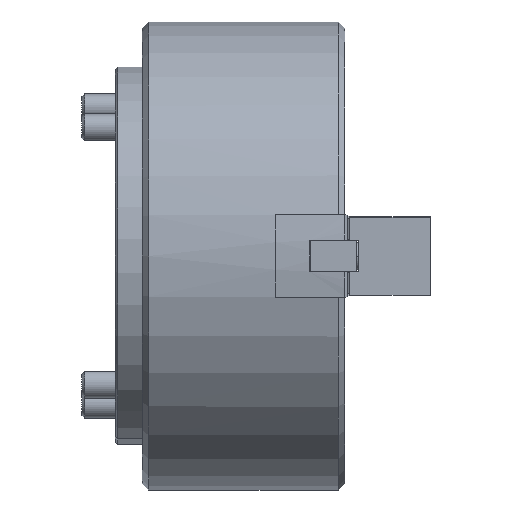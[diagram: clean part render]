
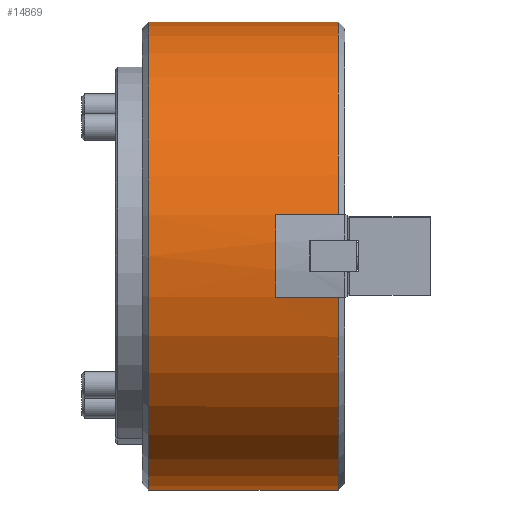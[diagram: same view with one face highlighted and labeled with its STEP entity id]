
A CAD part, front view. The second image highlights one B-rep face of the part: STEP entity #14869.
In plain terms, the highlighted cylindrical face has radius 105 mm (diameter 210 mm), a partial arc.
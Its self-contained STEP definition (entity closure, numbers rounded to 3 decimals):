
#157 = AXIS2_PLACEMENT_3D ( 'NONE', #20626, #3620, #15882 ) ;
#466 = LINE ( 'NONE', #8777, #2615 ) ;
#869 = DIRECTION ( 'NONE',  ( 1., 0., 0. ) ) ;
#1035 = ORIENTED_EDGE ( 'NONE', *, *, #17810, .T. ) ;
#1132 = EDGE_CURVE ( 'NONE', #29538, #39942, #31919, .T. ) ;
#1447 = EDGE_CURVE ( 'NONE', #39942, #36951, #32937, .T. ) ;
#1868 = VECTOR ( 'NONE', #27160, 1000. ) ;
#2454 = EDGE_CURVE ( 'NONE', #36951, #19396, #16936, .T. ) ;
#2615 = VECTOR ( 'NONE', #38657, 1000. ) ;
#2938 = AXIS2_PLACEMENT_3D ( 'NONE', #30077, #869, #18125 ) ;
#3106 = CARTESIAN_POINT ( 'NONE',  ( -3., 0., -105. ) ) ;
#3349 = CARTESIAN_POINT ( 'NONE',  ( 0., -103.357, 18.5 ) ) ;
#3620 = DIRECTION ( 'NONE',  ( -1., 0., 0. ) ) ;
#4435 = EDGE_CURVE ( 'NONE', #40227, #29231, #16491, .T. ) ;
#8243 = DIRECTION ( 'NONE',  ( 1., 0., 0. ) ) ;
#8527 = CARTESIAN_POINT ( 'NONE',  ( -31., -103.357, 18.5 ) ) ;
#8777 = CARTESIAN_POINT ( 'NONE',  ( 0., -103.357, -18.5 ) ) ;
#8783 = LINE ( 'NONE', #38239, #1868 ) ;
#8967 = EDGE_LOOP ( 'NONE', ( #32376, #34382, #25362, #14332, #1035, #12219, #14290, #37349 ) ) ;
#9138 = DIRECTION ( 'NONE',  ( 0., 0., -1. ) ) ;
#9663 = CARTESIAN_POINT ( 'NONE',  ( 0., 0., -105. ) ) ;
#9855 = CARTESIAN_POINT ( 'NONE',  ( -3., -103.357, 18.5 ) ) ;
#10435 = DIRECTION ( 'NONE',  ( 0., 0., -1. ) ) ;
#12219 = ORIENTED_EDGE ( 'NONE', *, *, #1132, .T. ) ;
#14290 = ORIENTED_EDGE ( 'NONE', *, *, #1447, .T. ) ;
#14332 = ORIENTED_EDGE ( 'NONE', *, *, #29647, .T. ) ;
#14705 = EDGE_CURVE ( 'NONE', #40227, #19396, #8783, .T. ) ;
#14869 = ADVANCED_FACE ( 'NONE', ( #17365 ), #37520, .T. ) ;
#15110 = VERTEX_POINT ( 'NONE', #3106 ) ;
#15882 = DIRECTION ( 'NONE',  ( 0., 0., -1. ) ) ;
#15998 = CARTESIAN_POINT ( 'NONE',  ( -3., 0., 0. ) ) ;
#16491 = CIRCLE ( 'NONE', #2938, 105. ) ;
#16936 = CIRCLE ( 'NONE', #30131, 105. ) ;
#17365 = FACE_OUTER_BOUND ( 'NONE', #8967, .T. ) ;
#17810 = EDGE_CURVE ( 'NONE', #33136, #29538, #466, .T. ) ;
#18125 = DIRECTION ( 'NONE',  ( 0., 0., 1. ) ) ;
#19305 = CARTESIAN_POINT ( 'NONE',  ( -3., 0., 0. ) ) ;
#19396 = VERTEX_POINT ( 'NONE', #32331 ) ;
#20626 = CARTESIAN_POINT ( 'NONE',  ( -31., 0., 0. ) ) ;
#25362 = ORIENTED_EDGE ( 'NONE', *, *, #40659, .T. ) ;
#26389 = CARTESIAN_POINT ( 'NONE',  ( -3., -103.357, -18.5 ) ) ;
#27160 = DIRECTION ( 'NONE',  ( 1., 0., 0. ) ) ;
#27592 = CARTESIAN_POINT ( 'NONE',  ( 0., 0., 0. ) ) ;
#29231 = VERTEX_POINT ( 'NONE', #33358 ) ;
#29538 = VERTEX_POINT ( 'NONE', #36567 ) ;
#29647 = EDGE_CURVE ( 'NONE', #15110, #33136, #40428, .T. ) ;
#30077 = CARTESIAN_POINT ( 'NONE',  ( -88., 0., 0. ) ) ;
#30131 = AXIS2_PLACEMENT_3D ( 'NONE', #19305, #39478, #34746 ) ;
#30819 = CARTESIAN_POINT ( 'NONE',  ( -88., 0., 105. ) ) ;
#31315 = VECTOR ( 'NONE', #8243, 1000. ) ;
#31919 = CIRCLE ( 'NONE', #157, 105. ) ;
#32331 = CARTESIAN_POINT ( 'NONE',  ( -3., 0., 105. ) ) ;
#32376 = ORIENTED_EDGE ( 'NONE', *, *, #14705, .F. ) ;
#32937 = LINE ( 'NONE', #3349, #31315 ) ;
#33136 = VERTEX_POINT ( 'NONE', #26389 ) ;
#33358 = CARTESIAN_POINT ( 'NONE',  ( -88., 0., -105. ) ) ;
#34382 = ORIENTED_EDGE ( 'NONE', *, *, #4435, .T. ) ;
#34746 = DIRECTION ( 'NONE',  ( 0., 0., -1. ) ) ;
#35526 = AXIS2_PLACEMENT_3D ( 'NONE', #27592, #36042, #10435 ) ;
#35832 = LINE ( 'NONE', #9663, #43820 ) ;
#36042 = DIRECTION ( 'NONE',  ( 1., 0., 0. ) ) ;
#36376 = DIRECTION ( 'NONE',  ( -1., 0., 0. ) ) ;
#36567 = CARTESIAN_POINT ( 'NONE',  ( -31., -103.357, -18.5 ) ) ;
#36951 = VERTEX_POINT ( 'NONE', #9855 ) ;
#37044 = DIRECTION ( 'NONE',  ( 1., 0., 0. ) ) ;
#37349 = ORIENTED_EDGE ( 'NONE', *, *, #2454, .T. ) ;
#37520 = CYLINDRICAL_SURFACE ( 'NONE', #35526, 105. ) ;
#38239 = CARTESIAN_POINT ( 'NONE',  ( 0., 0., 105. ) ) ;
#38657 = DIRECTION ( 'NONE',  ( -1., 0., 0. ) ) ;
#39478 = DIRECTION ( 'NONE',  ( -1., 0., 0. ) ) ;
#39942 = VERTEX_POINT ( 'NONE', #8527 ) ;
#40227 = VERTEX_POINT ( 'NONE', #30819 ) ;
#40428 = CIRCLE ( 'NONE', #43948, 105. ) ;
#40659 = EDGE_CURVE ( 'NONE', #29231, #15110, #35832, .T. ) ;
#43820 = VECTOR ( 'NONE', #37044, 1000. ) ;
#43948 = AXIS2_PLACEMENT_3D ( 'NONE', #15998, #36376, #9138 ) ;
